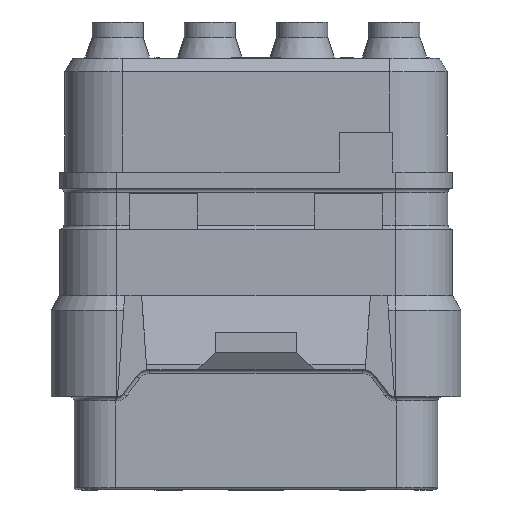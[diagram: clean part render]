
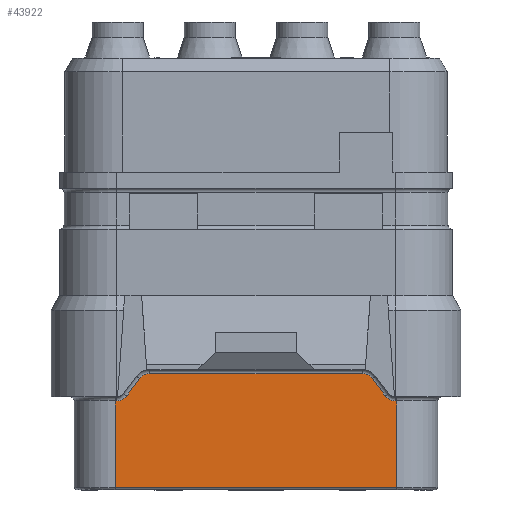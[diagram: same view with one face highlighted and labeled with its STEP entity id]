
A CAD part, front view. The second image highlights one B-rep face of the part: STEP entity #43922.
In plain terms, the highlighted planar face has unit normal (0, -1, 0).
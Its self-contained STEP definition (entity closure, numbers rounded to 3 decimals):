
#5651=DIRECTION('',(-1.,0.,0.));
#5652=VECTOR('',#5651,10.32);
#5653=CARTESIAN_POINT('',(5.16,-5.81,-11.54));
#5654=LINE('',#5653,#5652);
#5675=DIRECTION('',(0.,0.,-1.));
#5676=VECTOR('',#5675,3.16);
#5677=CARTESIAN_POINT('',(-5.16,-5.81,-8.38));
#5678=LINE('',#5677,#5676);
#6737=DIRECTION('',(-0.6,0.,0.8));
#6738=VECTOR('',#6737,0.8);
#6739=CARTESIAN_POINT('',(4.74,-5.81,-8.2));
#6740=LINE('',#6739,#6738);
#6751=CARTESIAN_POINT('',(5.1,-5.81,-7.93));
#6752=DIRECTION('',(0.,1.,0.));
#6753=DIRECTION('',(0.,0.,-1.));
#6754=AXIS2_PLACEMENT_3D('',#6751,#6752,#6753);
#6771=DIRECTION('',(-1.,0.,0.));
#6772=VECTOR('',#6771,0.06);
#6773=CARTESIAN_POINT('',(5.16,-5.81,-8.38));
#6774=LINE('',#6773,#6772);
#6830=DIRECTION('',(0.,0.,-1.));
#6831=VECTOR('',#6830,3.16);
#6832=CARTESIAN_POINT('',(5.16,-5.81,-8.38));
#6833=LINE('',#6832,#6831);
#6843=DIRECTION('',(-1.,0.,0.));
#6844=VECTOR('',#6843,0.06);
#6845=CARTESIAN_POINT('',(-5.1,-5.81,-8.38));
#6846=LINE('',#6845,#6844);
#6857=CARTESIAN_POINT('',(-5.1,-5.81,-7.93));
#6858=DIRECTION('',(0.,1.,0.));
#6859=DIRECTION('',(0.8,0.,-0.6));
#6860=AXIS2_PLACEMENT_3D('',#6857,#6858,#6859);
#6871=DIRECTION('',(-0.6,0.,-0.8));
#6872=VECTOR('',#6871,0.8);
#6873=CARTESIAN_POINT('',(-4.26,-5.81,-7.56));
#6874=LINE('',#6873,#6872);
#6889=CARTESIAN_POINT('',(-3.9,-5.81,-7.83));
#6890=DIRECTION('',(0.,-1.,0.));
#6891=DIRECTION('',(0.,0.,1.));
#6892=AXIS2_PLACEMENT_3D('',#6889,#6890,#6891);
#6899=DIRECTION('',(-1.,0.,0.));
#6900=VECTOR('',#6899,7.8);
#6901=CARTESIAN_POINT('',(3.9,-5.81,-7.38));
#6902=LINE('',#6901,#6900);
#6913=CARTESIAN_POINT('',(3.9,-5.81,-7.83));
#6914=DIRECTION('',(0.,-1.,0.));
#6915=DIRECTION('',(0.8,0.,0.6));
#6916=AXIS2_PLACEMENT_3D('',#6913,#6914,#6915);
#31125=CARTESIAN_POINT('',(5.16,-5.81,-11.54));
#31126=VERTEX_POINT('',#31125);
#31129=CARTESIAN_POINT('',(-5.16,-5.81,-11.54));
#31130=VERTEX_POINT('',#31129);
#31159=CARTESIAN_POINT('',(-5.16,-5.81,-8.38));
#31160=VERTEX_POINT('',#31159);
#31163=CARTESIAN_POINT('',(-5.1,-5.81,-8.38));
#31164=VERTEX_POINT('',#31163);
#31167=CARTESIAN_POINT('',(-4.74,-5.81,-8.2));
#31168=VERTEX_POINT('',#31167);
#31171=CARTESIAN_POINT('',(-4.26,-5.81,-7.56));
#31172=VERTEX_POINT('',#31171);
#31173=CARTESIAN_POINT('',(-3.9,-5.81,-7.38));
#31174=VERTEX_POINT('',#31173);
#31175=CARTESIAN_POINT('',(3.9,-5.81,-7.38));
#31176=VERTEX_POINT('',#31175);
#31177=CARTESIAN_POINT('',(4.26,-5.81,-7.56));
#31178=VERTEX_POINT('',#31177);
#31183=CARTESIAN_POINT('',(4.74,-5.81,-8.2));
#31184=VERTEX_POINT('',#31183);
#31187=CARTESIAN_POINT('',(5.1,-5.81,-8.38));
#31188=VERTEX_POINT('',#31187);
#31191=CARTESIAN_POINT('',(5.16,-5.81,-8.38));
#31192=VERTEX_POINT('',#31191);
#43897=CARTESIAN_POINT('',(5.16,-5.81,-8.23));
#43898=DIRECTION('',(0.,-1.,0.));
#43899=DIRECTION('',(-1.,0.,0.));
#43900=AXIS2_PLACEMENT_3D('',#43897,#43898,#43899);
#43901=PLANE('',#43900);
#43903=ORIENTED_EDGE('',*,*,#43902,.F.);
#43905=ORIENTED_EDGE('',*,*,#43904,.F.);
#43907=ORIENTED_EDGE('',*,*,#43906,.F.);
#43909=ORIENTED_EDGE('',*,*,#43908,.F.);
#43911=ORIENTED_EDGE('',*,*,#43910,.F.);
#43913=ORIENTED_EDGE('',*,*,#43912,.F.);
#43914=ORIENTED_EDGE('',*,*,#43756,.F.);
#43915=ORIENTED_EDGE('',*,*,#43772,.F.);
#43916=ORIENTED_EDGE('',*,*,#43811,.F.);
#43917=ORIENTED_EDGE('',*,*,#43892,.T.);
#43918=ORIENTED_EDGE('',*,*,#42364,.T.);
#43919=ORIENTED_EDGE('',*,*,#42390,.F.);
#43920=EDGE_LOOP('',(#43903,#43905,#43907,#43909,#43911,#43913,#43914,#43915,
#43916,#43917,#43918,#43919));
#43921=FACE_OUTER_BOUND('',#43920,.F.);
#43922=ADVANCED_FACE('',(#43921),#43901,.T.);
#6755=CIRCLE('',#6754,0.45);
#6861=CIRCLE('',#6860,0.45);
#6893=CIRCLE('',#6892,0.45);
#6917=CIRCLE('',#6916,0.45);
#42364=EDGE_CURVE('',#31126,#31130,#5654,.T.);
#42390=EDGE_CURVE('',#31160,#31130,#5678,.T.);
#43756=EDGE_CURVE('',#31184,#31178,#6740,.T.);
#43772=EDGE_CURVE('',#31188,#31184,#6755,.T.);
#43811=EDGE_CURVE('',#31192,#31188,#6774,.T.);
#43892=EDGE_CURVE('',#31192,#31126,#6833,.T.);
#43902=EDGE_CURVE('',#31164,#31160,#6846,.T.);
#43904=EDGE_CURVE('',#31168,#31164,#6861,.T.);
#43906=EDGE_CURVE('',#31172,#31168,#6874,.T.);
#43908=EDGE_CURVE('',#31174,#31172,#6893,.T.);
#43910=EDGE_CURVE('',#31176,#31174,#6902,.T.);
#43912=EDGE_CURVE('',#31178,#31176,#6917,.T.);
